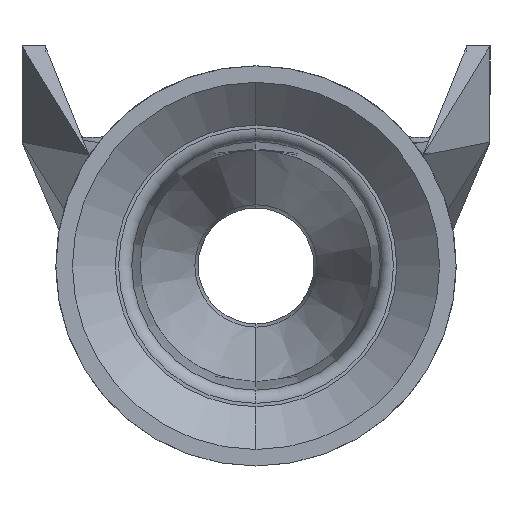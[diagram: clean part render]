
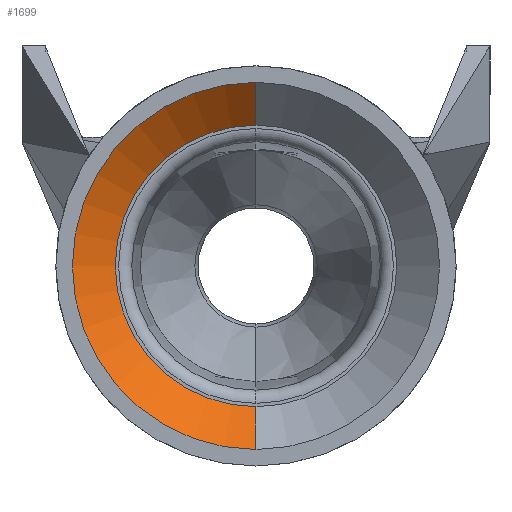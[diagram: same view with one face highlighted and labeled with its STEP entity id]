
A CAD part, front view. The second image highlights one B-rep face of the part: STEP entity #1699.
In plain terms, the highlighted conical face has half-angle 47.181 degrees and reference radius 8.51 mm.
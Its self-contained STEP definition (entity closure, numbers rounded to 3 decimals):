
#93 = LINE ( 'NONE', #983, #1892 ) ;
#127 = EDGE_CURVE ( 'NONE', #1785, #1503, #93, .T. ) ;
#276 = DIRECTION ( 'NONE',  ( 0., -0.68, 0.733 ) ) ;
#326 = ORIENTED_EDGE ( 'NONE', *, *, #2452, .T. ) ;
#384 = EDGE_CURVE ( 'NONE', #1113, #1503, #1771, .T. ) ;
#410 = CARTESIAN_POINT ( 'NONE',  ( 0., 22.4, 0. ) ) ;
#424 = AXIS2_PLACEMENT_3D ( 'NONE', #4396, #3702, #2682 ) ;
#453 = ORIENTED_EDGE ( 'NONE', *, *, #384, .F. ) ;
#983 = CARTESIAN_POINT ( 'NONE',  ( 0., 22.4, 8.51 ) ) ;
#1113 = VERTEX_POINT ( 'NONE', #3487 ) ;
#1204 = CARTESIAN_POINT ( 'NONE',  ( 0., 22.4, -8.51 ) ) ;
#1210 = CONICAL_SURFACE ( 'NONE', #1605, 8.51, 0.823 ) ;
#1334 = VERTEX_POINT ( 'NONE', #1204 ) ;
#1503 = VERTEX_POINT ( 'NONE', #1941 ) ;
#1521 = DIRECTION ( 'NONE',  ( 0., 1., 0. ) ) ;
#1545 = CIRCLE ( 'NONE', #3357, 8.51 ) ;
#1605 = AXIS2_PLACEMENT_3D ( 'NONE', #3171, #3158, #2855 ) ;
#1699 = ADVANCED_FACE ( 'NONE', ( #3674 ), #1210, .F. ) ;
#1727 = CARTESIAN_POINT ( 'NONE',  ( 0., 22.4, 8.51 ) ) ;
#1771 = CIRCLE ( 'NONE', #424, 11.1 ) ;
#1785 = VERTEX_POINT ( 'NONE', #1727 ) ;
#1817 = LINE ( 'NONE', #4534, #3840 ) ;
#1892 = VECTOR ( 'NONE', #276, 1000. ) ;
#1941 = CARTESIAN_POINT ( 'NONE',  ( 0., 20., 11.1 ) ) ;
#2061 = EDGE_LOOP ( 'NONE', ( #326, #2370, #453, #3074 ) ) ;
#2370 = ORIENTED_EDGE ( 'NONE', *, *, #127, .T. ) ;
#2452 = EDGE_CURVE ( 'NONE', #1334, #1785, #1545, .T. ) ;
#2682 = DIRECTION ( 'NONE',  ( 0., 0., 1. ) ) ;
#2855 = DIRECTION ( 'NONE',  ( 0., 0., -1. ) ) ;
#3015 = EDGE_CURVE ( 'NONE', #1334, #1113, #1817, .T. ) ;
#3074 = ORIENTED_EDGE ( 'NONE', *, *, #3015, .F. ) ;
#3158 = DIRECTION ( 'NONE',  ( 0., -1., 0. ) ) ;
#3171 = CARTESIAN_POINT ( 'NONE',  ( 0., 22.4, 0. ) ) ;
#3357 = AXIS2_PLACEMENT_3D ( 'NONE', #410, #1521, #4019 ) ;
#3487 = CARTESIAN_POINT ( 'NONE',  ( 0., 20., -11.1 ) ) ;
#3491 = DIRECTION ( 'NONE',  ( 0., -0.68, -0.733 ) ) ;
#3674 = FACE_OUTER_BOUND ( 'NONE', #2061, .T. ) ;
#3702 = DIRECTION ( 'NONE',  ( 0., 1., 0. ) ) ;
#3840 = VECTOR ( 'NONE', #3491, 1000. ) ;
#4019 = DIRECTION ( 'NONE',  ( 0., 0., 1. ) ) ;
#4396 = CARTESIAN_POINT ( 'NONE',  ( 0., 20., 0. ) ) ;
#4534 = CARTESIAN_POINT ( 'NONE',  ( 0., 22.4, -8.51 ) ) ;
